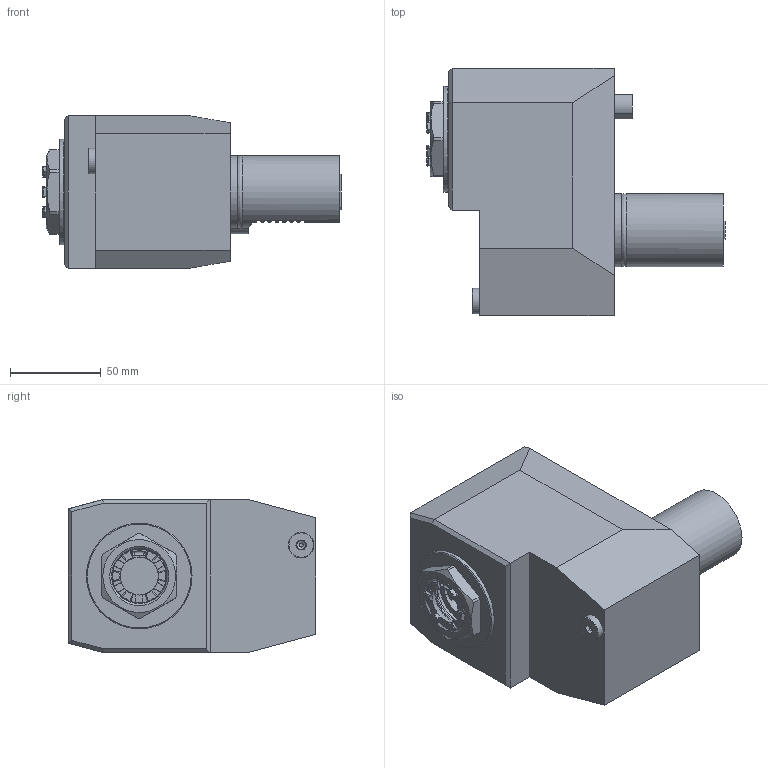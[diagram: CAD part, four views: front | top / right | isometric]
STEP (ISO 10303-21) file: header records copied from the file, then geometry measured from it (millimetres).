
FILE_DESCRIPTION(/* description */ ('8 019 45 118.04'),/* implementation_level */ '2;1');
FILE_NAME(/* name */ '8 019 45 118.04',/* time_stamp */ '2022-02-07T07:48:06+01:00',/* author */ ('heimatec GmbH'),/* organization */ (''),/* preprocessor_version */ 'ST-DEVELOPER v16.7',/* originating_system */ 'Solid Edge',/* authorisation */ 'Unknown');
FILE_SCHEMA (('AUTOMOTIVE_DESIGN {1 0 10303 214 3 1 1}'));
Length unit declared in the file: millimetre
Products named in the file (1): Part5
Bounding box: 163.9 x 136 x 84 mm (x, y, z)
Volume: 992935.6 mm3; surface area: 73228 mm2
Topology: 1 solids, 3 shells, 372 faces, 984 edges, 650 vertices
Faces by surface type: plane 224, cylinder 120, cone 20, torus 4, bspline 2, sphere 2
Full cylindrical faces by diameter (mm): 0.425 x1, 0.51 x1, 1.6 x1, 5.949 x1, 10 x1, 12 x1, 14 x1, 20.9 x1, 29.5 x1, 30.376 x2, 32.2 x1, 38.6 x2, 40 x3, 50 x1, 50.8 x1, 58 x1
Entity records: 11603 total; most frequent: CARTESIAN_POINT 2683, ORIENTED_EDGE 1854, DIRECTION 1759, EDGE_CURVE 927, VERTEX_POINT 629, AXIS2_PLACEMENT_3D 605, LINE 549, VECTOR 549
